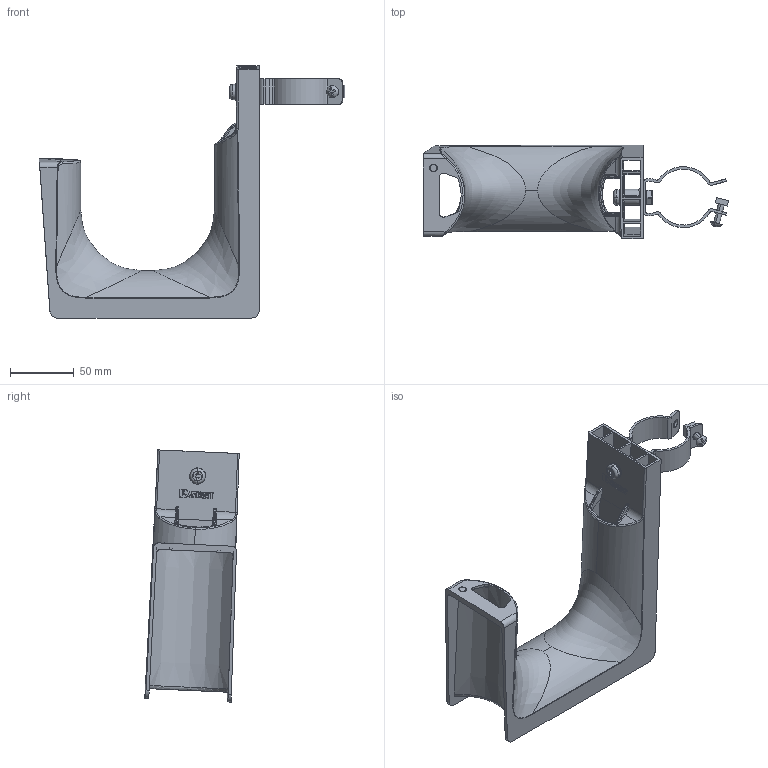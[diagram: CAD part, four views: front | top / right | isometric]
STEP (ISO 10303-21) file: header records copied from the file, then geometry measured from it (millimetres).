
FILE_DESCRIPTION (( 'STEP AP203' ), '1' );
FILE_NAME ('JP4UF100.STEP', '2016-02-09T21:00:50', ( 'IT' ), ( 'Panduit Corp.' ), 'SwSTEP 2.0', 'SolidWorks 2014', '' );
FILE_SCHEMA (( 'CONFIG_CONTROL_DESIGN' ));
Length unit declared in the file: inch
Products named in the file (11): JP4UF100.sldasm-Part-10; JP4UF100.sldasm-Part-2; JP4UF100; JP4UF100.sldasm-Part-3; JP4UF100.sldasm-Part-4; JP4UF100.sldasm-Part-5; JP4UF100.sldasm-Part-6; JP4UF100.sldasm-Part-7; JP4UF100.sldasm-Part-8; JP4UF100.sldasm-Part-9; JP4UF100.sldasm-Part-1
Assembly tree (10 placements, depth 2):
  JP4UF100
    JP4UF100.sldasm-Part-1
    JP4UF100.sldasm-Part-2
    JP4UF100.sldasm-Part-3
    JP4UF100.sldasm-Part-4
    JP4UF100.sldasm-Part-5
    JP4UF100.sldasm-Part-6
    JP4UF100.sldasm-Part-7
    JP4UF100.sldasm-Part-8
    JP4UF100.sldasm-Part-9
    JP4UF100.sldasm-Part-10
Bounding box: 239.18 x 73.9 x 197.34 mm (x, y, z)
Volume: 157598.7 mm3; surface area: 141596.1 mm2
Topology: 9 solids, 10 shells, 789 faces, 2054 edges, 1286 vertices
Faces by surface type: cylinder 294, plane 282, bspline 133, sphere 59, torus 12, cone 9
Entity records: 30357 total; most frequent: CARTESIAN_POINT 10977, ORIENTED_EDGE 4104, DIRECTION 3547, EDGE_CURVE 2054, VERTEX_POINT 1286, AXIS2_PLACEMENT_3D 1266, VECTOR 1015, LINE 1015
